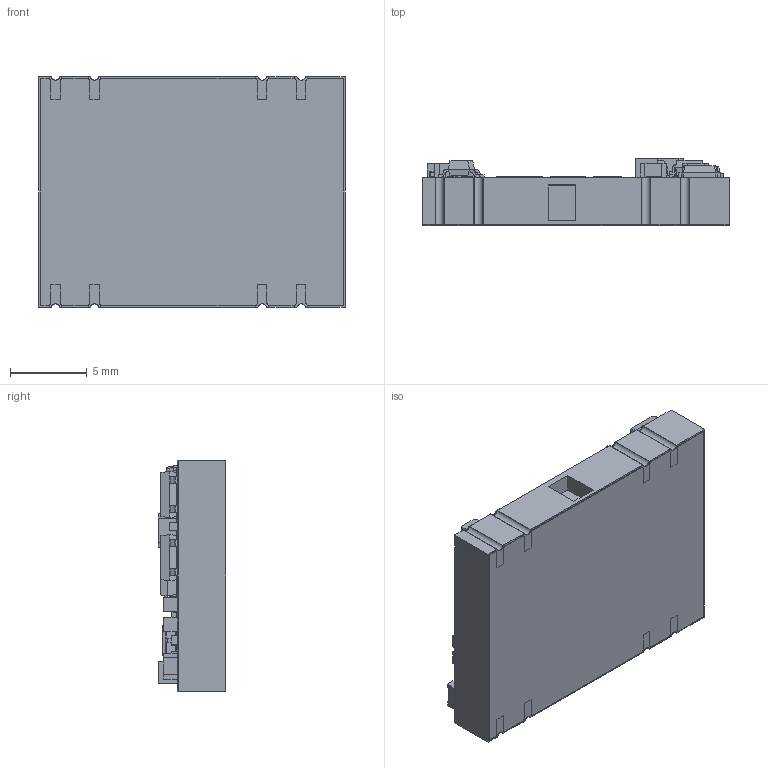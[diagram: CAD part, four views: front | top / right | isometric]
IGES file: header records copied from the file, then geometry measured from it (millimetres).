
Start section: SolidWorks IGES file using analytic representation for surfaces
Global section: file name: MGJ1DMP.IGS; native system: SolidWorks 2015; preprocessor: SolidWorks 2015; author: LFrancis; date: 160608.131833; units: inch
Bounding box: 19.94 x 4.41 x 14.99 mm (x, y, z)
Surface area: 1668.5 mm2 (no closed solid volume)
Topology: 0 solids, 0 shells, 1297 faces, 8084 edges, 8084 vertices
Faces by surface type: bspline 1107, revolution 190
